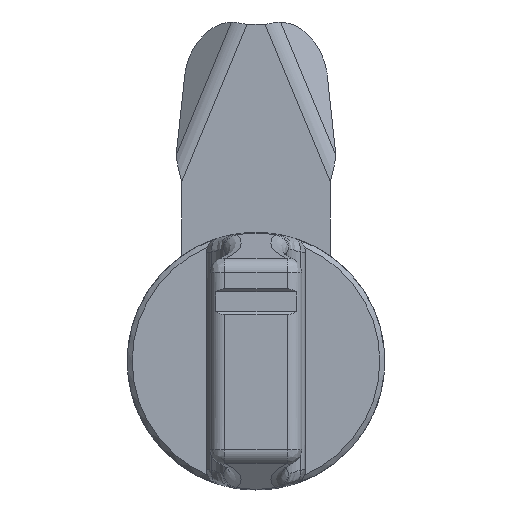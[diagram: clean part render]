
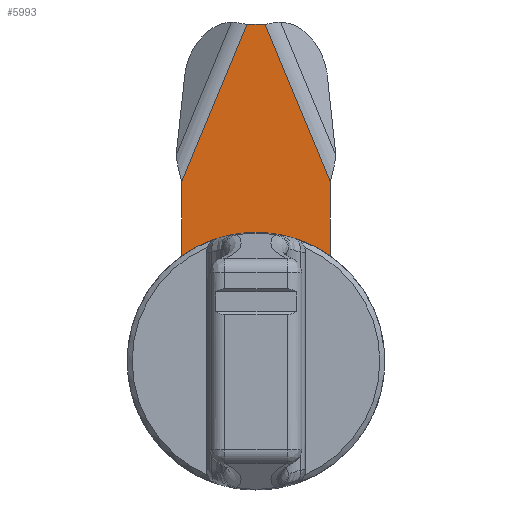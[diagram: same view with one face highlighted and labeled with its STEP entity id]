
A CAD part, front view. The second image highlights one B-rep face of the part: STEP entity #5993.
In plain terms, the highlighted face is planar.
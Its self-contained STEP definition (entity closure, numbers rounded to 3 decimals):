
#91 = CARTESIAN_POINT ( 'NONE',  ( 7.5, -11.65, -17.9 ) ) ;
#107 = CARTESIAN_POINT ( 'NONE',  ( -3.05, 1.912, -17.9 ) ) ;
#293 = ORIENTED_EDGE ( 'NONE', *, *, #5745, .T. ) ;
#374 = EDGE_CURVE ( 'NONE', #7338, #10884, #4852, .T. ) ;
#489 = ORIENTED_EDGE ( 'NONE', *, *, #9392, .T. ) ;
#550 = EDGE_CURVE ( 'NONE', #11232, #2669, #7665, .T. ) ;
#618 = CARTESIAN_POINT ( 'NONE',  ( 1.912, 3.05, -17.9 ) ) ;
#754 = CARTESIAN_POINT ( 'NONE',  ( -7.5, 18.091, -17.9 ) ) ;
#768 = CARTESIAN_POINT ( 'NONE',  ( 9., -11.65, -17.9 ) ) ;
#1050 = CARTESIAN_POINT ( 'NONE',  ( 2.761, -2.373, -17.9 ) ) ;
#1445 = VERTEX_POINT ( 'NONE', #9132 ) ;
#1492 = ORIENTED_EDGE ( 'NONE', *, *, #7276, .T. ) ;
#1627 = LINE ( 'NONE', #8452, #3889 ) ;
#1732 = DIRECTION ( 'NONE',  ( -1., 0., 0. ) ) ;
#2012 = ORIENTED_EDGE ( 'NONE', *, *, #3828, .T. ) ;
#2026 = CARTESIAN_POINT ( 'NONE',  ( 0., 0., -17.9 ) ) ;
#2138 = CARTESIAN_POINT ( 'NONE',  ( -3.05, 1.912, -17.9 ) ) ;
#2255 = DIRECTION ( 'NONE',  ( 0., -1., 0. ) ) ;
#2327 = EDGE_CURVE ( 'NONE', #10293, #11326, #1627, .T. ) ;
#2340 = DIRECTION ( 'NONE',  ( 1., 0., 0. ) ) ;
#2369 = VECTOR ( 'NONE', #2340, 1000. ) ;
#2436 = CARTESIAN_POINT ( 'NONE',  ( -3.05, -1.912, -17.9 ) ) ;
#2478 = CARTESIAN_POINT ( 'NONE',  ( -3.05, -1.912, -17.9 ) ) ;
#2669 = VERTEX_POINT ( 'NONE', #2436 ) ;
#2748 = DIRECTION ( 'NONE',  ( 0.383, 0.924, 0. ) ) ;
#2794 = VERTEX_POINT ( 'NONE', #4577 ) ;
#3016 = DIRECTION ( 'NONE',  ( 0., -1., 0. ) ) ;
#3192 = VERTEX_POINT ( 'NONE', #6189 ) ;
#3219 = EDGE_LOOP ( 'NONE', ( #1492, #6653, #3411, #7710, #8667, #3407, #293 ) ) ;
#3255 = CARTESIAN_POINT ( 'NONE',  ( 9., 3.05, -17.9 ) ) ;
#3373 = CARTESIAN_POINT ( 'NONE',  ( 7.5, 0., -17.9 ) ) ;
#3407 = ORIENTED_EDGE ( 'NONE', *, *, #374, .T. ) ;
#3411 = ORIENTED_EDGE ( 'NONE', *, *, #9124, .T. ) ;
#3447 = LINE ( 'NONE', #4154, #5963 ) ;
#3462 = CARTESIAN_POINT ( 'NONE',  ( -2.762, -2.372, -17.9 ) ) ;
#3556 = EDGE_CURVE ( 'NONE', #3860, #1445, #3447, .T. ) ;
#3705 = EDGE_CURVE ( 'NONE', #2794, #7110, #7443, .T. ) ;
#3723 = VERTEX_POINT ( 'NONE', #6976 ) ;
#3738 = CARTESIAN_POINT ( 'NONE',  ( 3.05, -1.912, -17.9 ) ) ;
#3792 = VECTOR ( 'NONE', #7147, 1000. ) ;
#3819 = CARTESIAN_POINT ( 'NONE',  ( 0., -7.5, -17.9 ) ) ;
#3828 = EDGE_CURVE ( 'NONE', #3723, #12224, #8878, .T. ) ;
#3860 = VERTEX_POINT ( 'NONE', #8274 ) ;
#3889 = VECTOR ( 'NONE', #2748, 1000. ) ;
#4036 = LINE ( 'NONE', #91, #8790 ) ;
#4154 = CARTESIAN_POINT ( 'NONE',  ( 0.91, 34., -17.9 ) ) ;
#4200 = VERTEX_POINT ( 'NONE', #11640 ) ;
#4214 = DIRECTION ( 'NONE',  ( -1., 0., 0. ) ) ;
#4412 = CARTESIAN_POINT ( 'NONE',  ( -1.912, -3.05, -17.9 ) ) ;
#4435 = CARTESIAN_POINT ( 'NONE',  ( 2.762, 2.372, -17.9 ) ) ;
#4521 = ORIENTED_EDGE ( 'NONE', *, *, #550, .T. ) ;
#4577 = CARTESIAN_POINT ( 'NONE',  ( -1.912, -3.05, -17.9 ) ) ;
#4656 = AXIS2_PLACEMENT_3D ( 'NONE', #768, #7450, #1732 ) ;
#4716 = EDGE_CURVE ( 'NONE', #3192, #11232, #12284, .T. ) ;
#4852 = CIRCLE ( 'NONE', #11408, 7.5 ) ;
#4863 = CARTESIAN_POINT ( 'NONE',  ( 1.912, -3.05, -17.9 ) ) ;
#4888 = DIRECTION ( 'NONE',  ( 0., -1., 0. ) ) ;
#4910 = CARTESIAN_POINT ( 'NONE',  ( -1.912, 3.05, -17.9 ) ) ;
#4953 = CARTESIAN_POINT ( 'NONE',  ( 9., 34., -17.9 ) ) ;
#5140 = VECTOR ( 'NONE', #11479, 1000. ) ;
#5210 = CARTESIAN_POINT ( 'NONE',  ( 1.912, 3.05, -17.9 ) ) ;
#5342 = DIRECTION ( 'NONE',  ( 0., 0., -1. ) ) ;
#5460 = CIRCLE ( 'NONE', #9204, 7.5 ) ;
#5472 = CARTESIAN_POINT ( 'NONE',  ( 0., 0., -17.9 ) ) ;
#5745 = EDGE_CURVE ( 'NONE', #10884, #4200, #5460, .T. ) ;
#5816 = CARTESIAN_POINT ( 'NONE',  ( 1.912, -3.05, -17.9 ) ) ;
#5822 = CARTESIAN_POINT ( 'NONE',  ( 2.372, -2.762, -17.9 ) ) ;
#5866 = CARTESIAN_POINT ( 'NONE',  ( -2.761, 2.373, -17.9 ) ) ;
#5870 = DIRECTION ( 'NONE',  ( 1., 0., 0. ) ) ;
#5880 = B_SPLINE_CURVE_WITH_KNOTS ( 'NONE', 3,
 ( #4863, #5822, #1050, #7733 ),
 .UNSPECIFIED., .F., .F.,
 ( 4, 4 ),
 ( 0., 1. ),
 .UNSPECIFIED. ) ;
#5963 = VECTOR ( 'NONE', #11742, 1000. ) ;
#5993 = ADVANCED_FACE ( 'NONE', ( #6183, #11207 ), #8383, .T. ) ;
#6064 = CARTESIAN_POINT ( 'NONE',  ( -0.91, 34., -17.9 ) ) ;
#6183 = FACE_BOUND ( 'NONE', #11684, .T. ) ;
#6189 = CARTESIAN_POINT ( 'NONE',  ( -1.912, 3.05, -17.9 ) ) ;
#6304 = LINE ( 'NONE', #9949, #3792 ) ;
#6342 = CARTESIAN_POINT ( 'NONE',  ( 2.373, 2.761, -17.9 ) ) ;
#6653 = ORIENTED_EDGE ( 'NONE', *, *, #2327, .T. ) ;
#6717 = EDGE_CURVE ( 'NONE', #12224, #3192, #7355, .T. ) ;
#6976 = CARTESIAN_POINT ( 'NONE',  ( 3.05, 1.912, -17.9 ) ) ;
#7110 = VERTEX_POINT ( 'NONE', #5816 ) ;
#7147 = DIRECTION ( 'NONE',  ( 0., 1., 0. ) ) ;
#7276 = EDGE_CURVE ( 'NONE', #4200, #10293, #6304, .T. ) ;
#7338 = VERTEX_POINT ( 'NONE', #3373 ) ;
#7355 = LINE ( 'NONE', #3255, #12099 ) ;
#7443 = LINE ( 'NONE', #8064, #2369 ) ;
#7450 = DIRECTION ( 'NONE',  ( 0., 0., -1. ) ) ;
#7569 = VERTEX_POINT ( 'NONE', #3738 ) ;
#7665 = LINE ( 'NONE', #8108, #5140 ) ;
#7710 = ORIENTED_EDGE ( 'NONE', *, *, #3556, .T. ) ;
#7724 = ORIENTED_EDGE ( 'NONE', *, *, #4716, .T. ) ;
#7733 = CARTESIAN_POINT ( 'NONE',  ( 3.05, -1.912, -17.9 ) ) ;
#8064 = CARTESIAN_POINT ( 'NONE',  ( 9., -3.05, -17.9 ) ) ;
#8108 = CARTESIAN_POINT ( 'NONE',  ( -3.05, -11.65, -17.9 ) ) ;
#8274 = CARTESIAN_POINT ( 'NONE',  ( 0.91, 34., -17.9 ) ) ;
#8367 = ORIENTED_EDGE ( 'NONE', *, *, #3705, .T. ) ;
#8383 = PLANE ( 'NONE',  #4656 ) ;
#8452 = CARTESIAN_POINT ( 'NONE',  ( -7.5, 18.091, -17.9 ) ) ;
#8667 = ORIENTED_EDGE ( 'NONE', *, *, #10929, .T. ) ;
#8715 = DIRECTION ( 'NONE',  ( 0., 0., -1. ) ) ;
#8790 = VECTOR ( 'NONE', #4888, 1000. ) ;
#8878 = B_SPLINE_CURVE_WITH_KNOTS ( 'NONE', 3,
 ( #11054, #4435, #6342, #618 ),
 .UNSPECIFIED., .F., .F.,
 ( 4, 4 ),
 ( 0., 1. ),
 .UNSPECIFIED. ) ;
#9124 = EDGE_CURVE ( 'NONE', #11326, #3860, #9792, .T. ) ;
#9132 = CARTESIAN_POINT ( 'NONE',  ( 7.5, 18.091, -17.9 ) ) ;
#9176 = B_SPLINE_CURVE_WITH_KNOTS ( 'NONE', 3,
 ( #2478, #3462, #10079, #4412 ),
 .UNSPECIFIED., .F., .F.,
 ( 4, 4 ),
 ( 0., 1. ),
 .UNSPECIFIED. ) ;
#9204 = AXIS2_PLACEMENT_3D ( 'NONE', #2026, #8715, #3016 ) ;
#9277 = EDGE_CURVE ( 'NONE', #2669, #2794, #9176, .T. ) ;
#9392 = EDGE_CURVE ( 'NONE', #7569, #3723, #12293, .T. ) ;
#9633 = CARTESIAN_POINT ( 'NONE',  ( -2.372, 2.762, -17.9 ) ) ;
#9792 = LINE ( 'NONE', #4953, #10967 ) ;
#9799 = ORIENTED_EDGE ( 'NONE', *, *, #9277, .T. ) ;
#9949 = CARTESIAN_POINT ( 'NONE',  ( -7.5, -11.65, -17.9 ) ) ;
#10079 = CARTESIAN_POINT ( 'NONE',  ( -2.373, -2.761, -17.9 ) ) ;
#10293 = VERTEX_POINT ( 'NONE', #754 ) ;
#10450 = EDGE_CURVE ( 'NONE', #7110, #7569, #5880, .T. ) ;
#10884 = VERTEX_POINT ( 'NONE', #3819 ) ;
#10929 = EDGE_CURVE ( 'NONE', #1445, #7338, #4036, .T. ) ;
#10967 = VECTOR ( 'NONE', #5870, 1000. ) ;
#11024 = ORIENTED_EDGE ( 'NONE', *, *, #10450, .T. ) ;
#11054 = CARTESIAN_POINT ( 'NONE',  ( 3.05, 1.912, -17.9 ) ) ;
#11207 = FACE_OUTER_BOUND ( 'NONE', #3219, .T. ) ;
#11231 = CARTESIAN_POINT ( 'NONE',  ( 3.05, -11.65, -17.9 ) ) ;
#11232 = VERTEX_POINT ( 'NONE', #2138 ) ;
#11326 = VERTEX_POINT ( 'NONE', #6064 ) ;
#11391 = ORIENTED_EDGE ( 'NONE', *, *, #6717, .T. ) ;
#11408 = AXIS2_PLACEMENT_3D ( 'NONE', #5472, #5342, #2255 ) ;
#11479 = DIRECTION ( 'NONE',  ( 0., -1., 0. ) ) ;
#11640 = CARTESIAN_POINT ( 'NONE',  ( -7.5, 0., -17.9 ) ) ;
#11684 = EDGE_LOOP ( 'NONE', ( #11391, #7724, #4521, #9799, #8367, #11024, #489, #2012 ) ) ;
#11742 = DIRECTION ( 'NONE',  ( 0.383, -0.924, 0. ) ) ;
#12008 = VECTOR ( 'NONE', #12196, 1000. ) ;
#12099 = VECTOR ( 'NONE', #4214, 1000. ) ;
#12196 = DIRECTION ( 'NONE',  ( 0., 1., 0. ) ) ;
#12224 = VERTEX_POINT ( 'NONE', #5210 ) ;
#12284 = B_SPLINE_CURVE_WITH_KNOTS ( 'NONE', 3,
 ( #4910, #9633, #5866, #107 ),
 .UNSPECIFIED., .F., .F.,
 ( 4, 4 ),
 ( 0., 1. ),
 .UNSPECIFIED. ) ;
#12293 = LINE ( 'NONE', #11231, #12008 ) ;
